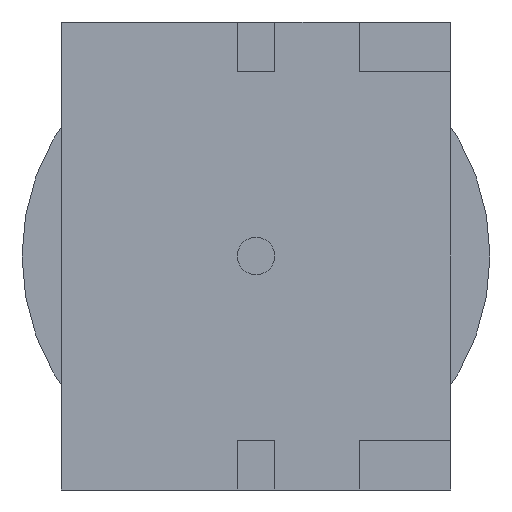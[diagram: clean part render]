
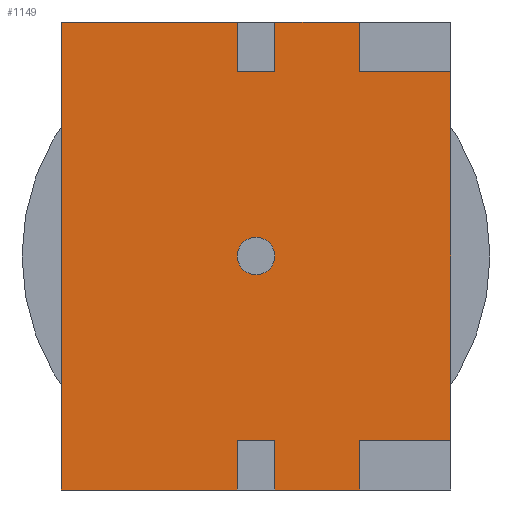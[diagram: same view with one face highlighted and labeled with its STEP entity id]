
A CAD part, left-side view. The second image highlights one B-rep face of the part: STEP entity #1149.
In plain terms, the highlighted planar face has unit normal (-1, 0, 0).
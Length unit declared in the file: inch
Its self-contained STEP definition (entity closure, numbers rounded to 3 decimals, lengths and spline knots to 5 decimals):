
#3 = DIRECTION ( 'NONE',  ( 0., 0., -1. ) ) ;
#25 = ORIENTED_EDGE ( 'NONE', *, *, #951, .F. ) ;
#29 = CARTESIAN_POINT ( 'NONE',  ( -0.06, -0.083, 0.1875 ) ) ;
#36 = VECTOR ( 'NONE', #377, 39.37008 ) ;
#42 = VECTOR ( 'NONE', #993, 39.37008 ) ;
#54 = ORIENTED_EDGE ( 'NONE', *, *, #1800, .F. ) ;
#87 = VERTEX_POINT ( 'NONE', #480 ) ;
#95 = VERTEX_POINT ( 'NONE', #1030 ) ;
#124 = CARTESIAN_POINT ( 'NONE',  ( -0.06, -0.015, 0.1875 ) ) ;
#126 = DIRECTION ( 'NONE',  ( 0., 0., -1. ) ) ;
#132 = LINE ( 'NONE', #1271, #42 ) ;
#138 = ORIENTED_EDGE ( 'NONE', *, *, #318, .F. ) ;
#140 = LINE ( 'NONE', #124, #1569 ) ;
#149 = DIRECTION ( 'NONE',  ( 0., 0., -1. ) ) ;
#151 = VECTOR ( 'NONE', #3, 39.37008 ) ;
#155 = ORIENTED_EDGE ( 'NONE', *, *, #418, .F. ) ;
#156 = ORIENTED_EDGE ( 'NONE', *, *, #1797, .F. ) ;
#167 = EDGE_CURVE ( 'NONE', #827, #624, #575, .T. ) ;
#185 = CARTESIAN_POINT ( 'NONE',  ( -0.06, -0.083, -0.1475 ) ) ;
#188 = DIRECTION ( 'NONE',  ( -1., 0., 0. ) ) ;
#190 = AXIS2_PLACEMENT_3D ( 'NONE', #1002, #188, #1147 ) ;
#235 = CARTESIAN_POINT ( 'NONE',  ( -0.06, -0.015, -0.1475 ) ) ;
#242 = LINE ( 'NONE', #588, #923 ) ;
#267 = CARTESIAN_POINT ( 'NONE',  ( -0.06, 0.15625, -0.1875 ) ) ;
#287 = VERTEX_POINT ( 'NONE', #1332 ) ;
#310 = EDGE_CURVE ( 'NONE', #482, #472, #736, .T. ) ;
#318 = EDGE_CURVE ( 'NONE', #1588, #287, #1060, .T. ) ;
#330 = FACE_BOUND ( 'NONE', #1067, .T. ) ;
#358 = CARTESIAN_POINT ( 'NONE',  ( -0.06, 0.15625, -0.1875 ) ) ;
#361 = DIRECTION ( 'NONE',  ( 0., -1., 0. ) ) ;
#364 = CIRCLE ( 'NONE', #190, 0.015 ) ;
#374 = VECTOR ( 'NONE', #361, 39.37008 ) ;
#377 = DIRECTION ( 'NONE',  ( 0., 0., -1. ) ) ;
#385 = DIRECTION ( 'NONE',  ( 0., 1., 0. ) ) ;
#407 = CARTESIAN_POINT ( 'NONE',  ( -0.06, 0.15625, 0.1875 ) ) ;
#411 = LINE ( 'NONE', #1626, #36 ) ;
#418 = EDGE_CURVE ( 'NONE', #517, #1680, #242, .T. ) ;
#458 = DIRECTION ( 'NONE',  ( 0., -1., 0. ) ) ;
#471 = CARTESIAN_POINT ( 'NONE',  ( -0.06, 0.015, 0.1475 ) ) ;
#472 = VERTEX_POINT ( 'NONE', #407 ) ;
#480 = CARTESIAN_POINT ( 'NONE',  ( -0.06, -0.015, -0.1475 ) ) ;
#482 = VERTEX_POINT ( 'NONE', #267 ) ;
#491 = VERTEX_POINT ( 'NONE', #1223 ) ;
#502 = LINE ( 'NONE', #813, #151 ) ;
#504 = CARTESIAN_POINT ( 'NONE',  ( -0.06, -0.15625, -0.1875 ) ) ;
#509 = CARTESIAN_POINT ( 'NONE',  ( -0.06, 0., 0.015 ) ) ;
#517 = VERTEX_POINT ( 'NONE', #947 ) ;
#534 = EDGE_CURVE ( 'NONE', #752, #95, #843, .T. ) ;
#556 = CARTESIAN_POINT ( 'NONE',  ( -0.06, 0.015, -0.1875 ) ) ;
#568 = EDGE_CURVE ( 'NONE', #1483, #853, #1415, .T. ) ;
#575 = CIRCLE ( 'NONE', #1434, 0.015 ) ;
#580 = VECTOR ( 'NONE', #776, 39.37008 ) ;
#588 = CARTESIAN_POINT ( 'NONE',  ( -0.06, -0.15625, 0.1475 ) ) ;
#611 = ORIENTED_EDGE ( 'NONE', *, *, #749, .F. ) ;
#620 = DIRECTION ( 'NONE',  ( 0., 0., 1. ) ) ;
#624 = VERTEX_POINT ( 'NONE', #509 ) ;
#637 = DIRECTION ( 'NONE',  ( 0., 1., 0. ) ) ;
#638 = DIRECTION ( 'NONE',  ( 0., 1., 0. ) ) ;
#642 = CARTESIAN_POINT ( 'NONE',  ( -0.06, -0.15625, 0.1875 ) ) ;
#643 = ORIENTED_EDGE ( 'NONE', *, *, #1371, .F. ) ;
#655 = CARTESIAN_POINT ( 'NONE',  ( -0.06, 0.015, 0.1875 ) ) ;
#665 = DIRECTION ( 'NONE',  ( 1., 0., 0. ) ) ;
#711 = AXIS2_PLACEMENT_3D ( 'NONE', #1798, #665, #126 ) ;
#721 = LINE ( 'NONE', #729, #1377 ) ;
#729 = CARTESIAN_POINT ( 'NONE',  ( -0.06, -0.15625, 0.1875 ) ) ;
#736 = LINE ( 'NONE', #358, #822 ) ;
#738 = ORIENTED_EDGE ( 'NONE', *, *, #568, .F. ) ;
#749 = EDGE_CURVE ( 'NONE', #624, #827, #364, .T. ) ;
#752 = VERTEX_POINT ( 'NONE', #185 ) ;
#776 = DIRECTION ( 'NONE',  ( 0., -1., 0. ) ) ;
#792 = EDGE_CURVE ( 'NONE', #895, #1025, #721, .T. ) ;
#807 = CARTESIAN_POINT ( 'NONE',  ( -0.06, 0., 0. ) ) ;
#812 = ORIENTED_EDGE ( 'NONE', *, *, #792, .F. ) ;
#813 = CARTESIAN_POINT ( 'NONE',  ( -0.06, -0.083, 0.1875 ) ) ;
#818 = CARTESIAN_POINT ( 'NONE',  ( -0.06, -0.15625, -0.1875 ) ) ;
#822 = VECTOR ( 'NONE', #620, 39.37008 ) ;
#827 = VERTEX_POINT ( 'NONE', #1435 ) ;
#843 = LINE ( 'NONE', #952, #1455 ) ;
#846 = CARTESIAN_POINT ( 'NONE',  ( -0.06, 0.015, -0.1475 ) ) ;
#853 = VERTEX_POINT ( 'NONE', #1445 ) ;
#872 = ORIENTED_EDGE ( 'NONE', *, *, #167, .F. ) ;
#895 = VERTEX_POINT ( 'NONE', #1171 ) ;
#902 = ORIENTED_EDGE ( 'NONE', *, *, #1785, .F. ) ;
#923 = VECTOR ( 'NONE', #458, 39.37008 ) ;
#934 = DIRECTION ( 'NONE',  ( 0., 0., 1. ) ) ;
#947 = CARTESIAN_POINT ( 'NONE',  ( -0.06, -0.083, 0.1475 ) ) ;
#948 = DIRECTION ( 'NONE',  ( 0., 0., -1. ) ) ;
#951 = EDGE_CURVE ( 'NONE', #1686, #1588, #1695, .T. ) ;
#952 = CARTESIAN_POINT ( 'NONE',  ( -0.06, -0.083, -0.1875 ) ) ;
#955 = ORIENTED_EDGE ( 'NONE', *, *, #310, .F. ) ;
#983 = CARTESIAN_POINT ( 'NONE',  ( -0.06, -0.15625, -0.1475 ) ) ;
#988 = VECTOR ( 'NONE', #637, 39.37008 ) ;
#993 = DIRECTION ( 'NONE',  ( 0., 1., 0. ) ) ;
#1002 = CARTESIAN_POINT ( 'NONE',  ( -0.06, 0., 0. ) ) ;
#1008 = DIRECTION ( 'NONE',  ( 0., -1., 0. ) ) ;
#1025 = VERTEX_POINT ( 'NONE', #29 ) ;
#1030 = CARTESIAN_POINT ( 'NONE',  ( -0.06, -0.083, -0.1875 ) ) ;
#1060 = LINE ( 'NONE', #1180, #374 ) ;
#1067 = EDGE_LOOP ( 'NONE', ( #872, #611 ) ) ;
#1093 = EDGE_CURVE ( 'NONE', #1479, #752, #132, .T. ) ;
#1102 = DIRECTION ( 'NONE',  ( 0., 0., -1. ) ) ;
#1111 = CARTESIAN_POINT ( 'NONE',  ( -0.06, 0.015, 0.1875 ) ) ;
#1132 = VECTOR ( 'NONE', #149, 39.37008 ) ;
#1134 = VECTOR ( 'NONE', #638, 39.37008 ) ;
#1145 = ORIENTED_EDGE ( 'NONE', *, *, #1664, .F. ) ;
#1147 = DIRECTION ( 'NONE',  ( 0., 0., -1. ) ) ;
#1149 = ADVANCED_FACE ( 'NONE', ( #330, #1380 ), #1645, .F. ) ;
#1171 = CARTESIAN_POINT ( 'NONE',  ( -0.06, -0.015, 0.1875 ) ) ;
#1180 = CARTESIAN_POINT ( 'NONE',  ( -0.06, 0.015, 0.1475 ) ) ;
#1194 = VECTOR ( 'NONE', #385, 39.37008 ) ;
#1223 = CARTESIAN_POINT ( 'NONE',  ( -0.06, -0.015, -0.1875 ) ) ;
#1242 = ORIENTED_EDGE ( 'NONE', *, *, #1093, .F. ) ;
#1251 = DIRECTION ( 'NONE',  ( 0., 0., -1. ) ) ;
#1271 = CARTESIAN_POINT ( 'NONE',  ( -0.06, -0.15625, -0.1475 ) ) ;
#1299 = ORIENTED_EDGE ( 'NONE', *, *, #1315, .F. ) ;
#1308 = ORIENTED_EDGE ( 'NONE', *, *, #1634, .F. ) ;
#1315 = EDGE_CURVE ( 'NONE', #87, #1483, #1361, .T. ) ;
#1332 = CARTESIAN_POINT ( 'NONE',  ( -0.06, -0.015, 0.1475 ) ) ;
#1343 = CARTESIAN_POINT ( 'NONE',  ( -0.06, -0.015, -0.1875 ) ) ;
#1349 = VECTOR ( 'NONE', #1251, 39.37008 ) ;
#1361 = LINE ( 'NONE', #235, #988 ) ;
#1371 = EDGE_CURVE ( 'NONE', #472, #1686, #1706, .T. ) ;
#1377 = VECTOR ( 'NONE', #1008, 39.37008 ) ;
#1380 = FACE_OUTER_BOUND ( 'NONE', #1579, .T. ) ;
#1415 = LINE ( 'NONE', #556, #1132 ) ;
#1434 = AXIS2_PLACEMENT_3D ( 'NONE', #807, #1803, #948 ) ;
#1435 = CARTESIAN_POINT ( 'NONE',  ( -0.06, 0., -0.015 ) ) ;
#1445 = CARTESIAN_POINT ( 'NONE',  ( -0.06, 0.015, -0.1875 ) ) ;
#1454 = ORIENTED_EDGE ( 'NONE', *, *, #1457, .F. ) ;
#1455 = VECTOR ( 'NONE', #1102, 39.37008 ) ;
#1457 = EDGE_CURVE ( 'NONE', #287, #895, #140, .T. ) ;
#1479 = VERTEX_POINT ( 'NONE', #983 ) ;
#1483 = VERTEX_POINT ( 'NONE', #846 ) ;
#1488 = DIRECTION ( 'NONE',  ( 0., 0., 1. ) ) ;
#1515 = LINE ( 'NONE', #504, #1134 ) ;
#1569 = VECTOR ( 'NONE', #934, 39.37008 ) ;
#1579 = EDGE_LOOP ( 'NONE', ( #902, #812, #1454, #138, #25, #643, #955, #1308, #738, #1299, #54, #156, #1693, #1242, #1145, #155 ) ) ;
#1581 = LINE ( 'NONE', #1343, #1616 ) ;
#1588 = VERTEX_POINT ( 'NONE', #471 ) ;
#1616 = VECTOR ( 'NONE', #1488, 39.37008 ) ;
#1626 = CARTESIAN_POINT ( 'NONE',  ( -0.06, -0.15625, -0.1875 ) ) ;
#1634 = EDGE_CURVE ( 'NONE', #853, #482, #1515, .T. ) ;
#1645 = PLANE ( 'NONE',  #711 ) ;
#1664 = EDGE_CURVE ( 'NONE', #1680, #1479, #411, .T. ) ;
#1673 = LINE ( 'NONE', #818, #1194 ) ;
#1680 = VERTEX_POINT ( 'NONE', #1766 ) ;
#1686 = VERTEX_POINT ( 'NONE', #655 ) ;
#1693 = ORIENTED_EDGE ( 'NONE', *, *, #534, .F. ) ;
#1695 = LINE ( 'NONE', #1111, #1349 ) ;
#1706 = LINE ( 'NONE', #642, #580 ) ;
#1766 = CARTESIAN_POINT ( 'NONE',  ( -0.06, -0.15625, 0.1475 ) ) ;
#1785 = EDGE_CURVE ( 'NONE', #1025, #517, #502, .T. ) ;
#1797 = EDGE_CURVE ( 'NONE', #95, #491, #1673, .T. ) ;
#1798 = CARTESIAN_POINT ( 'NONE',  ( -0.06, 0.15625, 0.1875 ) ) ;
#1800 = EDGE_CURVE ( 'NONE', #491, #87, #1581, .T. ) ;
#1803 = DIRECTION ( 'NONE',  ( -1., 0., 0. ) ) ;
